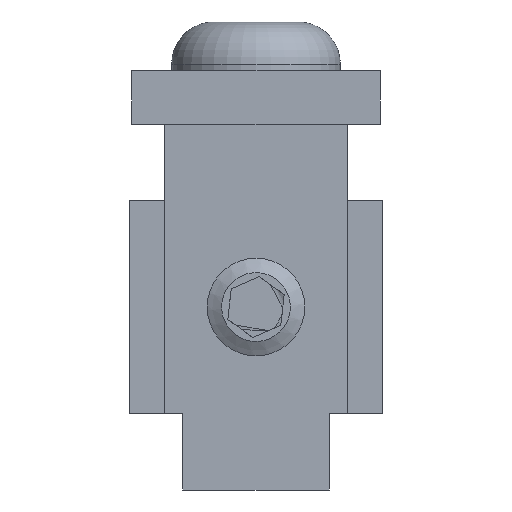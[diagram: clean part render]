
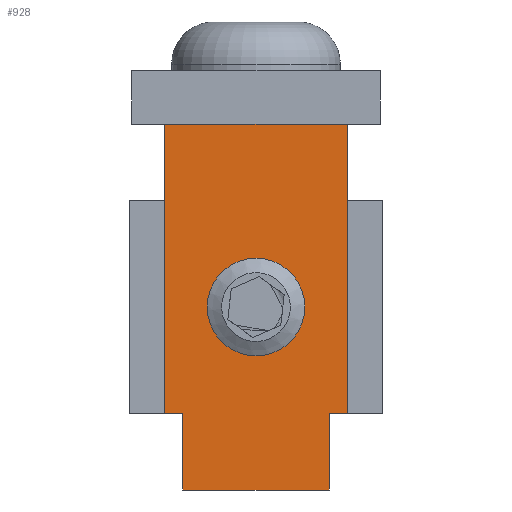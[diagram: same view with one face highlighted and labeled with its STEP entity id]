
A CAD part, front view. The second image highlights one B-rep face of the part: STEP entity #928.
In plain terms, the highlighted face is planar.
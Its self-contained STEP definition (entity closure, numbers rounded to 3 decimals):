
#70=FACE_BOUND('',#183,.T.);
#88=PLANE('',#1067);
#129=FACE_OUTER_BOUND('',#182,.T.);
#182=EDGE_LOOP('',(#717,#718,#719,#720,#721,#722,#723,#724));
#183=EDGE_LOOP('',(#725));
#241=LINE('',#1457,#329);
#247=LINE('',#1468,#335);
#250=LINE('',#1475,#338);
#254=LINE('',#1484,#342);
#257=LINE('',#1490,#345);
#260=LINE('',#1496,#348);
#262=LINE('',#1499,#350);
#263=LINE('',#1500,#351);
#329=VECTOR('',#1187,10.);
#335=VECTOR('',#1197,10.);
#338=VECTOR('',#1202,10.);
#342=VECTOR('',#1208,10.);
#345=VECTOR('',#1213,10.);
#348=VECTOR('',#1218,10.);
#350=VECTOR('',#1222,10.);
#351=VECTOR('',#1223,10.);
#404=CIRCLE('',#1059,2.75);
#441=VERTEX_POINT('',#1443);
#446=VERTEX_POINT('',#1454);
#447=VERTEX_POINT('',#1456);
#450=VERTEX_POINT('',#1466);
#453=VERTEX_POINT('',#1473);
#456=VERTEX_POINT('',#1481);
#457=VERTEX_POINT('',#1483);
#459=VERTEX_POINT('',#1489);
#461=VERTEX_POINT('',#1495);
#537=EDGE_CURVE('',#441,#441,#404,.T.);
#542=EDGE_CURVE('',#447,#446,#241,.T.);
#548=EDGE_CURVE('',#446,#450,#247,.T.);
#551=EDGE_CURVE('',#450,#453,#250,.T.);
#555=EDGE_CURVE('',#457,#456,#254,.T.);
#558=EDGE_CURVE('',#459,#457,#257,.T.);
#561=EDGE_CURVE('',#461,#459,#260,.T.);
#563=EDGE_CURVE('',#456,#447,#262,.T.);
#564=EDGE_CURVE('',#453,#461,#263,.T.);
#717=ORIENTED_EDGE('',*,*,#561,.T.);
#718=ORIENTED_EDGE('',*,*,#558,.T.);
#719=ORIENTED_EDGE('',*,*,#555,.T.);
#720=ORIENTED_EDGE('',*,*,#563,.T.);
#721=ORIENTED_EDGE('',*,*,#542,.T.);
#722=ORIENTED_EDGE('',*,*,#548,.T.);
#723=ORIENTED_EDGE('',*,*,#551,.T.);
#724=ORIENTED_EDGE('',*,*,#564,.T.);
#725=ORIENTED_EDGE('',*,*,#537,.T.);
#928=ADVANCED_FACE('',(#129,#70),#88,.T.);
#1059=AXIS2_PLACEMENT_3D('',#1445,#1179,#1180);
#1067=AXIS2_PLACEMENT_3D('',#1498,#1220,#1221);
#1179=DIRECTION('center_axis',(0.,0.,-1.));
#1180=DIRECTION('ref_axis',(-1.,0.,0.));
#1187=DIRECTION('',(0.,1.,0.));
#1197=DIRECTION('',(-1.,0.,0.));
#1202=DIRECTION('',(0.,-1.,0.));
#1208=DIRECTION('',(0.,1.,0.));
#1213=DIRECTION('',(1.,0.,0.));
#1218=DIRECTION('',(0.,-1.,0.));
#1220=DIRECTION('center_axis',(0.,0.,1.));
#1221=DIRECTION('ref_axis',(1.,0.,0.));
#1222=DIRECTION('',(1.,0.,0.));
#1223=DIRECTION('',(1.,0.,0.));
#1443=CARTESIAN_POINT('',(2.75,0.,7.63));
#1445=CARTESIAN_POINT('Origin',(0.,0.,7.63));
#1454=CARTESIAN_POINT('',(5.15,10.3,7.63));
#1456=CARTESIAN_POINT('',(5.15,-6.,7.63));
#1457=CARTESIAN_POINT('',(5.15,-6.,7.63));
#1466=CARTESIAN_POINT('',(-5.15,10.3,7.63));
#1468=CARTESIAN_POINT('',(5.15,10.3,7.63));
#1473=CARTESIAN_POINT('',(-5.15,-6.,7.63));
#1475=CARTESIAN_POINT('',(-5.15,10.3,7.63));
#1481=CARTESIAN_POINT('',(4.125,-6.,7.63));
#1483=CARTESIAN_POINT('',(4.125,-10.3,7.63));
#1484=CARTESIAN_POINT('',(4.125,-10.3,7.63));
#1489=CARTESIAN_POINT('',(-4.125,-10.3,7.63));
#1490=CARTESIAN_POINT('',(-4.125,-10.3,7.63));
#1495=CARTESIAN_POINT('',(-4.125,-6.,7.63));
#1496=CARTESIAN_POINT('',(-4.125,-6.,7.63));
#1498=CARTESIAN_POINT('Origin',(0.,-8.15,7.63));
#1499=CARTESIAN_POINT('',(-5.15,-6.,7.63));
#1500=CARTESIAN_POINT('',(-5.15,-6.,7.63));
